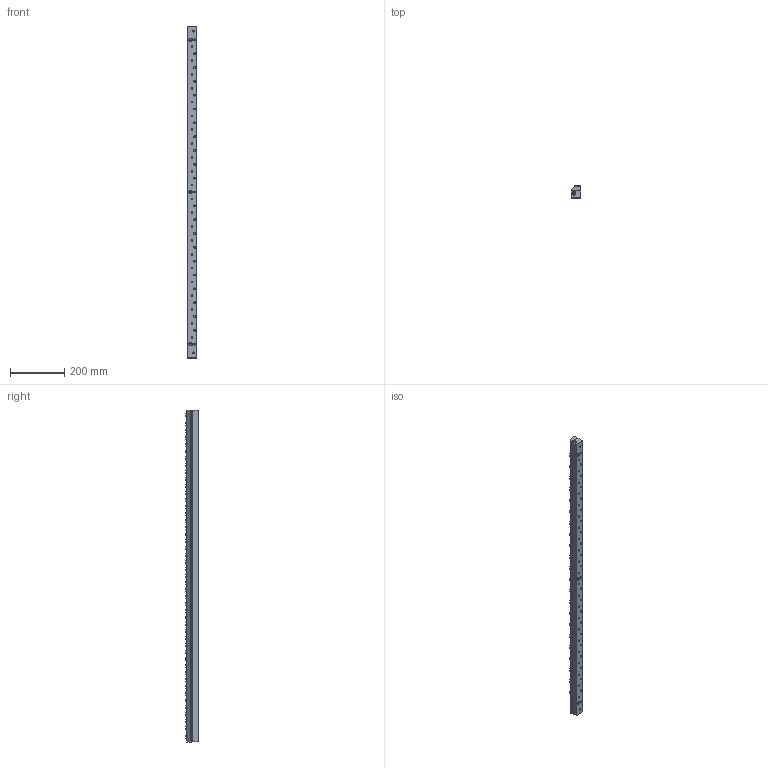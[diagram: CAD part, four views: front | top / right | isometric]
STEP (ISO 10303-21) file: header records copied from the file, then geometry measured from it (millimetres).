
FILE_DESCRIPTION((''),'2;1');
FILE_NAME('110048-PVDF.stp','2009-08-06T14:49:54',('David Woerner'),(''),'Autodesk Inventor 2010','Autodesk Inventor 2010','');
FILE_SCHEMA(('AUTOMOTIVE_DESIGN { 1 0 10303 214 1 1 1 1 }'));
Length unit declared in the file: inch
Products named in the file (7): 110048-PVDF; 901015; 901016; 901017; 900248; 2583; Parker Countersunk Hex-Head Plug 219P 219P-4
Assembly tree (55 placements, depth 3):
  110048-PVDF
    901015
    901016
    901017
    900248  x47
    2583  x4
      Parker Countersunk Hex-Head Plug 219P 219P-4
Bounding box: 36.53 x 45.26 x 1219.2 mm (x, y, z)
Volume: 1560429.5 mm3; surface area: 424362.3 mm2
Topology: 54 solids, 54 shells, 732 faces, 1783 edges, 1208 vertices
Faces by surface type: plane 501, bspline 109, cylinder 102, cone 20
Full cylindrical faces by diameter (mm): 6.477 x47, 7.163 x47
Entity records: 9614 total; most frequent: CARTESIAN_POINT 3117, DIRECTION 1210, ORIENTED_EDGE 1022, EDGE_LOOP 680, AXIS2_PLACEMENT_3D 526, EDGE_CURVE 511, FACE_BOUND 444, VERTEX_POINT 437
